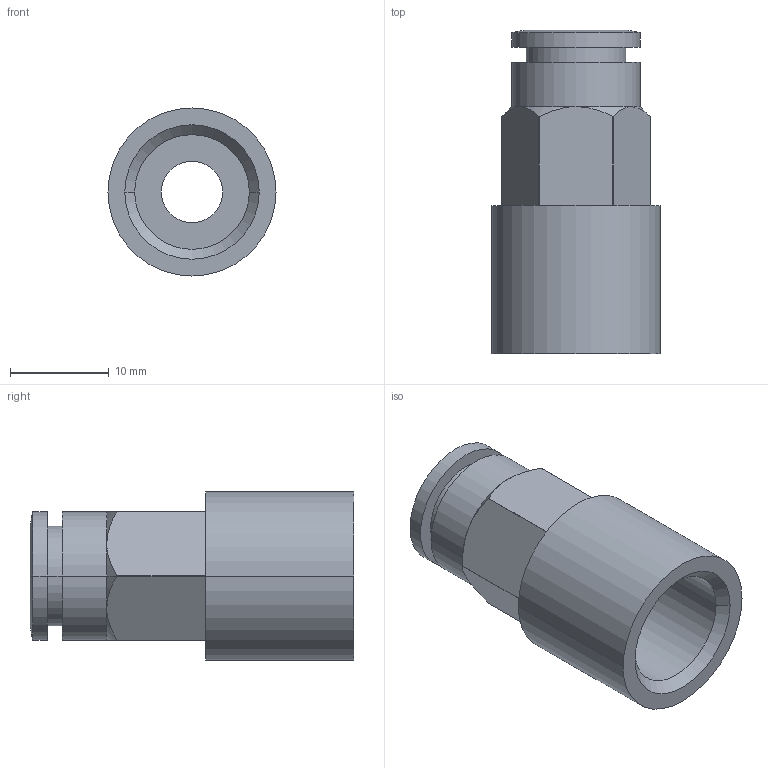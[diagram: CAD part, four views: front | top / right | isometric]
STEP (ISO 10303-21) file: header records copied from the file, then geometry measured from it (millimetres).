
FILE_DESCRIPTION((''),'2;1');
FILE_NAME('020814.stp','2003-05-26T16:45:45',('maffial1'),(''),'Autodesk Inventor (R) 6.0','Autodesk Inventor (R) 6.0','');
FILE_SCHEMA(('AUTOMOTIVE_DESIGN { 1 0 10303 214 1 1 1 1 }'));
Length unit declared in the file: millimetre
Products named in the file (1): 020814
Bounding box: 17 x 32.75 x 17 mm (x, y, z)
Volume: 3468.9 mm3; surface area: 2972.6 mm2
Topology: 1 solids, 1 shells, 47 faces, 107 edges, 67 vertices
Faces by surface type: cylinder 20, plane 13, cone 12, bspline 2
Entity records: 1373 total; most frequent: CARTESIAN_POINT 280, DIRECTION 242, ORIENTED_EDGE 214, EDGE_CURVE 107, AXIS2_PLACEMENT_3D 101, VERTEX_POINT 67, CIRCLE 55, EDGE_LOOP 54
